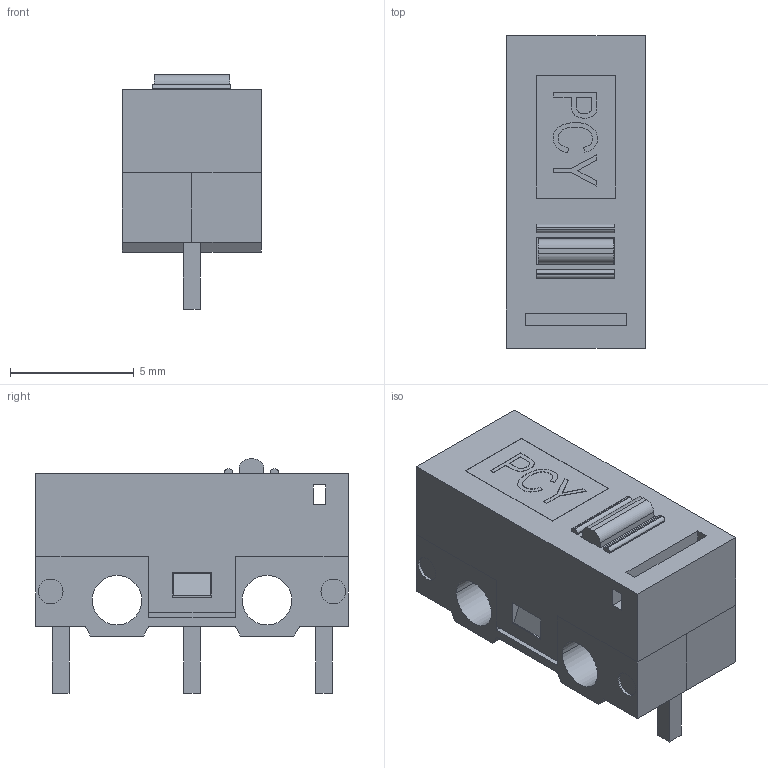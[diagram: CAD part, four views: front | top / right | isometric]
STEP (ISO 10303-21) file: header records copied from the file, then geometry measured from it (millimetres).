
FILE_DESCRIPTION (( 'STEP AP214' ), '1' );
FILE_NAME ('CHAVE FIM DE CURSO.STEP', '2018-10-22T10:50:31', ( '' ), ( '' ), 'SwSTEP 2.0', 'SolidWorks 2018', '' );
FILE_SCHEMA (( 'AUTOMOTIVE_DESIGN' ));
Length unit declared in the file: millimetre
Products named in the file (1): CHAVE FIM DE CURSO
Bounding box: 5.61 x 12.6 x 9.45 mm (x, y, z)
Volume: 406.1 mm3; surface area: 777.3 mm2
Topology: 8 solids, 8 shells, 287 faces, 743 edges, 492 vertices
Faces by surface type: plane 217, bspline 56, cylinder 14
Entity records: 13794 total; most frequent: CARTESIAN_POINT 5595, ORIENTED_EDGE 1486, DIRECTION 1123, EDGE_CURVE 743, LINE 603, VECTOR 603, VERTEX_POINT 492, EDGE_LOOP 319
